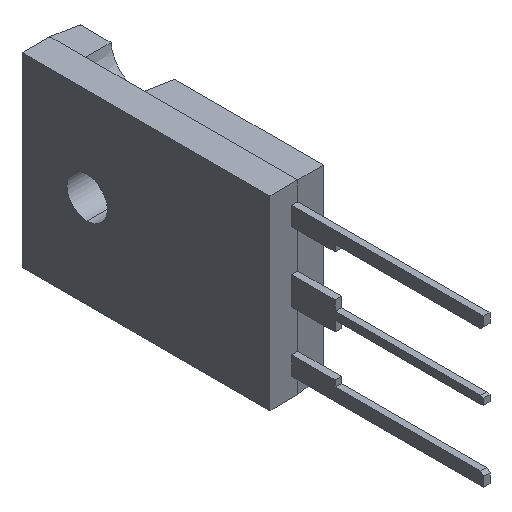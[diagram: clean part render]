
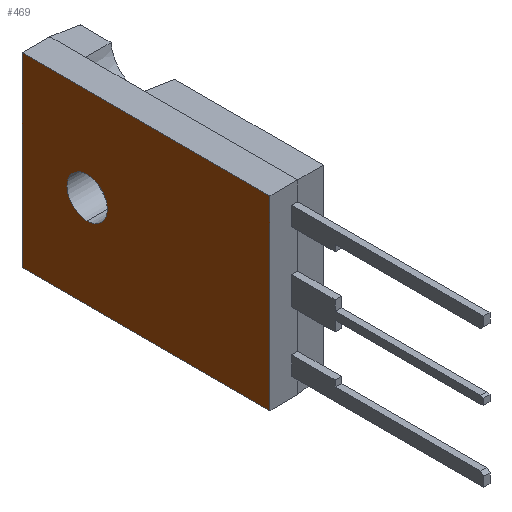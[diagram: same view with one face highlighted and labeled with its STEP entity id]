
A CAD part, isometric view. The second image highlights one B-rep face of the part: STEP entity #469.
In plain terms, the highlighted planar face has unit normal (-1, 0, 0).
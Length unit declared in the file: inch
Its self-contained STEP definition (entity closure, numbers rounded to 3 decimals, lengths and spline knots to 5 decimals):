
#3 = VERTEX_POINT ( 'NONE', #496 ) ;
#35 = VERTEX_POINT ( 'NONE', #612 ) ;
#39 = EDGE_CURVE ( 'NONE', #3, #35, #601, .T. ) ;
#139 = EDGE_CURVE ( 'NONE', #154, #3, #807, .T. ) ;
#154 = VERTEX_POINT ( 'NONE', #859 ) ;
#192 = EDGE_CURVE ( 'NONE', #338, #337, #911, .T. ) ;
#336 = EDGE_CURVE ( 'NONE', #337, #338, #1180, .T. ) ;
#337 = VERTEX_POINT ( 'NONE', #1225 ) ;
#338 = VERTEX_POINT ( 'NONE', #1224 ) ;
#432 = ORIENTED_EDGE ( 'NONE', *, *, #192, .T. ) ;
#433 = ORIENTED_EDGE ( 'NONE', *, *, #336, .T. ) ;
#435 = EDGE_CURVE ( 'NONE', #1871, #154, #1494, .T. ) ;
#436 = EDGE_LOOP ( 'NONE', ( #437, #438, #467, #468 ) ) ;
#437 = ORIENTED_EDGE ( 'NONE', *, *, #139, .T. ) ;
#438 = ORIENTED_EDGE ( 'NONE', *, *, #39, .T. ) ;
#467 = ORIENTED_EDGE ( 'NONE', *, *, #1870, .T. ) ;
#468 = ORIENTED_EDGE ( 'NONE', *, *, #435, .T. ) ;
#469 = ADVANCED_FACE ( 'NONE', ( #1552, #1551 ), #1589, .T. ) ;
#470 = EDGE_LOOP ( 'NONE', ( #432, #433 ) ) ;
#496 = CARTESIAN_POINT ( 'NONE',  ( -0.09, -0.59, -0.3 ) ) ;
#598 = DIRECTION ( 'NONE',  ( 0., 0., 1. ) ) ;
#599 = VECTOR ( 'NONE', #598, 39.37008 ) ;
#600 = CARTESIAN_POINT ( 'NONE',  ( -0.09, -0.59, -0.3 ) ) ;
#601 = LINE ( 'NONE', #600, #599 ) ;
#612 = CARTESIAN_POINT ( 'NONE',  ( -0.09, -0.59, 0.3 ) ) ;
#804 = DIRECTION ( 'NONE',  ( 0., -1., 0. ) ) ;
#805 = VECTOR ( 'NONE', #804, 39.37008 ) ;
#806 = CARTESIAN_POINT ( 'NONE',  ( -0.09, 0.21, -0.3 ) ) ;
#807 = LINE ( 'NONE', #806, #805 ) ;
#859 = CARTESIAN_POINT ( 'NONE',  ( -0.09, 0.21, -0.3 ) ) ;
#910 = CARTESIAN_POINT ( 'NONE',  ( -0.09, 0., 0. ) ) ;
#911 = CIRCLE ( 'NONE', #962, 0.065 ) ;
#960 = DIRECTION ( 'NONE',  ( 0., 0., -1. ) ) ;
#961 = DIRECTION ( 'NONE',  ( 1., 0., 0. ) ) ;
#962 = AXIS2_PLACEMENT_3D ( 'NONE', #910, #961, #960 ) ;
#1174 = CARTESIAN_POINT ( 'NONE',  ( -0.09, 0., 0. ) ) ;
#1175 = AXIS2_PLACEMENT_3D ( 'NONE', #1174, #1227, #1226 ) ;
#1180 = CIRCLE ( 'NONE', #1175, 0.065 ) ;
#1224 = CARTESIAN_POINT ( 'NONE',  ( -0.09, 0., -0.065 ) ) ;
#1225 = CARTESIAN_POINT ( 'NONE',  ( -0.09, 0., 0.065 ) ) ;
#1226 = DIRECTION ( 'NONE',  ( 0., 0., -1. ) ) ;
#1227 = DIRECTION ( 'NONE',  ( 1., 0., 0. ) ) ;
#1491 = DIRECTION ( 'NONE',  ( 0., 0., -1. ) ) ;
#1492 = VECTOR ( 'NONE', #1491, 39.37008 ) ;
#1493 = CARTESIAN_POINT ( 'NONE',  ( -0.09, 0.21, -0.3 ) ) ;
#1494 = LINE ( 'NONE', #1493, #1492 ) ;
#1551 = FACE_OUTER_BOUND ( 'NONE', #436, .T. ) ;
#1552 = FACE_BOUND ( 'NONE', #470, .T. ) ;
#1585 = DIRECTION ( 'NONE',  ( 0., 0., 1. ) ) ;
#1586 = DIRECTION ( 'NONE',  ( -1., 0., 0. ) ) ;
#1587 = CARTESIAN_POINT ( 'NONE',  ( -0.09, -0.59, -0.3 ) ) ;
#1588 = AXIS2_PLACEMENT_3D ( 'NONE', #1587, #1586, #1585 ) ;
#1589 = PLANE ( 'NONE',  #1588 ) ;
#1796 = CARTESIAN_POINT ( 'NONE',  ( -0.09, 0.21, 0.3 ) ) ;
#1797 = DIRECTION ( 'NONE',  ( 0., 1., 0. ) ) ;
#1798 = VECTOR ( 'NONE', #1797, 39.37008 ) ;
#1799 = CARTESIAN_POINT ( 'NONE',  ( -0.09, 0.21, 0.3 ) ) ;
#1805 = LINE ( 'NONE', #1799, #1798 ) ;
#1870 = EDGE_CURVE ( 'NONE', #35, #1871, #1805, .T. ) ;
#1871 = VERTEX_POINT ( 'NONE', #1796 ) ;
